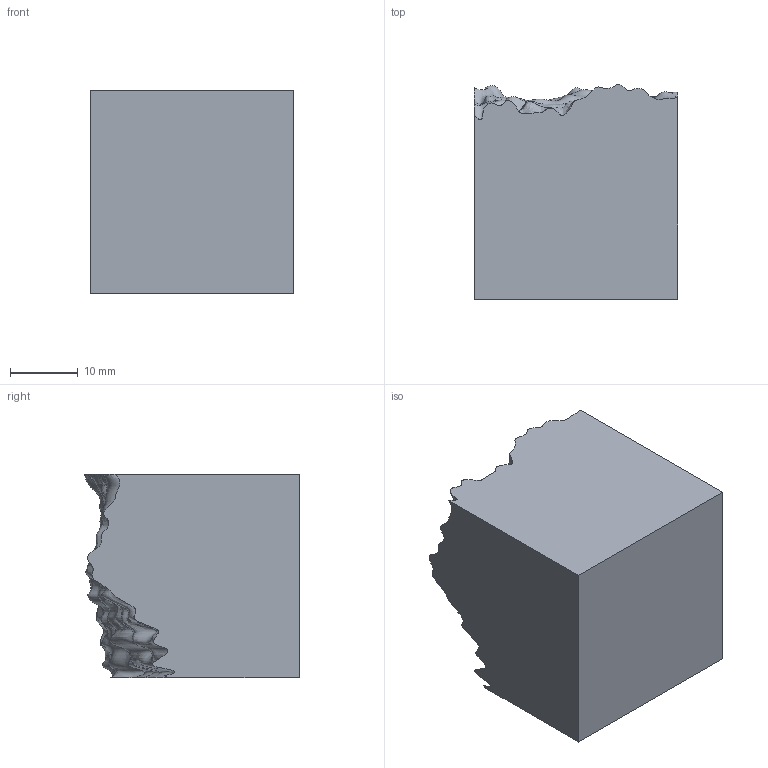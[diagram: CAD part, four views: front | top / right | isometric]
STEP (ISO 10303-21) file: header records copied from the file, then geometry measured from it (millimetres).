
FILE_DESCRIPTION(/* description */ (''),/* implementation_level */ '2;1');
FILE_NAME(/* name */ 'Cubic Surface.stp',/* time_stamp */ '2019-11-19T21:28:32+07:00',/* author */ (''),/* organization */ (''),/* preprocessor_version */ 'ST-DEVELOPER v16.7',/* originating_system */ 'SIEMENS PLM Software NX 12.0',/* authorisation */ '');
FILE_SCHEMA (('AUTOMOTIVE_DESIGN { 1 0 10303 214 3 1 1 1 }'));
Length unit declared in the file: millimetre
Products named in the file (1): tang422CBFBA7z4d
Bounding box: 30 x 31.59 x 30 mm (x, y, z)
Volume: 24907.7 mm3; surface area: 5423.4 mm2
Topology: 1 solids, 1 shells, 6 faces, 13 edges, 9 vertices
Faces by surface type: plane 5, bspline 1
Entity records: 2713 total; most frequent: CARTESIAN_POINT 2558, ORIENTED_EDGE 26, DIRECTION 20, EDGE_CURVE 13, VERTEX_POINT 9, LINE 8, VECTOR 8, ADVANCED_FACE 6
